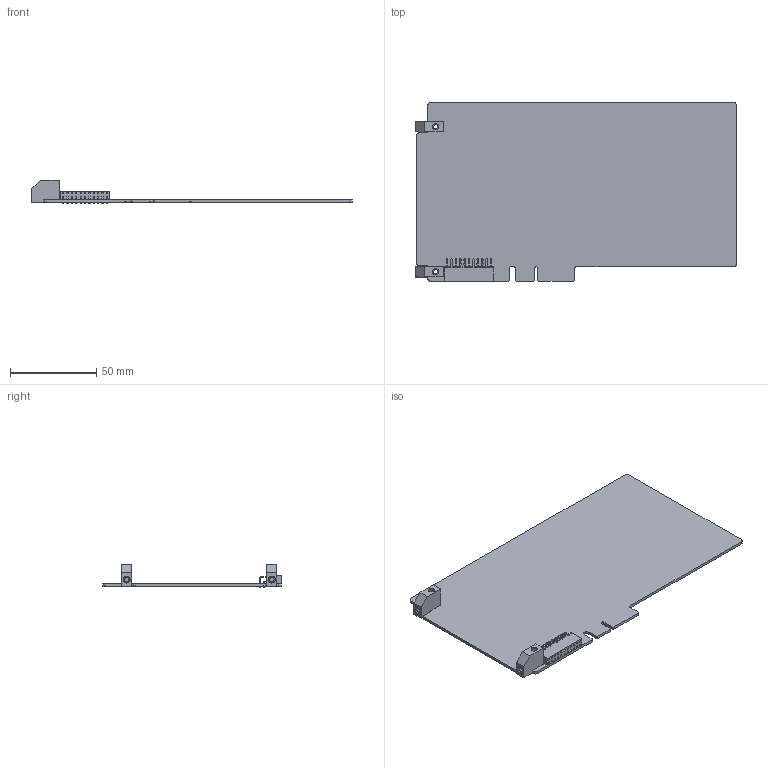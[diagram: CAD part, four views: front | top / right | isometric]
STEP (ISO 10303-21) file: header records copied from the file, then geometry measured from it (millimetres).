
FILE_DESCRIPTION(('KiCad electronic assembly'),'2;1');
FILE_NAME('EEZ DIB v2.0 module (185mm).step','2025-03-05T11:05:48',( 'Pcbnew'),('Kicad'),'Open CASCADE STEP processor 7.6', 'KiCad to STEP converter','Unknown');
FILE_SCHEMA(('AUTOMOTIVE_DESIGN { 1 0 10303 214 1 1 1 1 }'));
Length unit declared in the file: millimetre
Products named in the file (6): EEZ DIB v2.0 module (185mm) 1; PCB-MB-01; 1127494; SSW-111-02-T-D-RA; DIB2 module_PCB
Assembly tree (6 placements, depth 3):
  EEZ DIB v2.0 module (185mm) 1
    PCB-MB-01  x2
      1127494
    SSW-111-02-T-D-RA
      SSW-111-02-T-D-RA
    DIB2 module_PCB
Bounding box: 185.5 x 103.57 x 13.86 mm (x, y, z)
Volume: 32027.9 mm3; surface area: 41064.6 mm2
Topology: 5 solids, 5 shells, 494 faces, 1368 edges, 908 vertices
Faces by surface type: plane 396, cylinder 86, cone 12
Full cylindrical faces by diameter (mm): 1 x22, 3.2 x2
Entity records: 15369 total; most frequent: CARTESIAN_POINT 2684, ORIENTED_EDGE 2646, DIRECTION 2455, EDGE_CURVE 1323, LINE 1153, VECTOR 1153, VERTEX_POINT 880, AXIS2_PLACEMENT_3D 651
